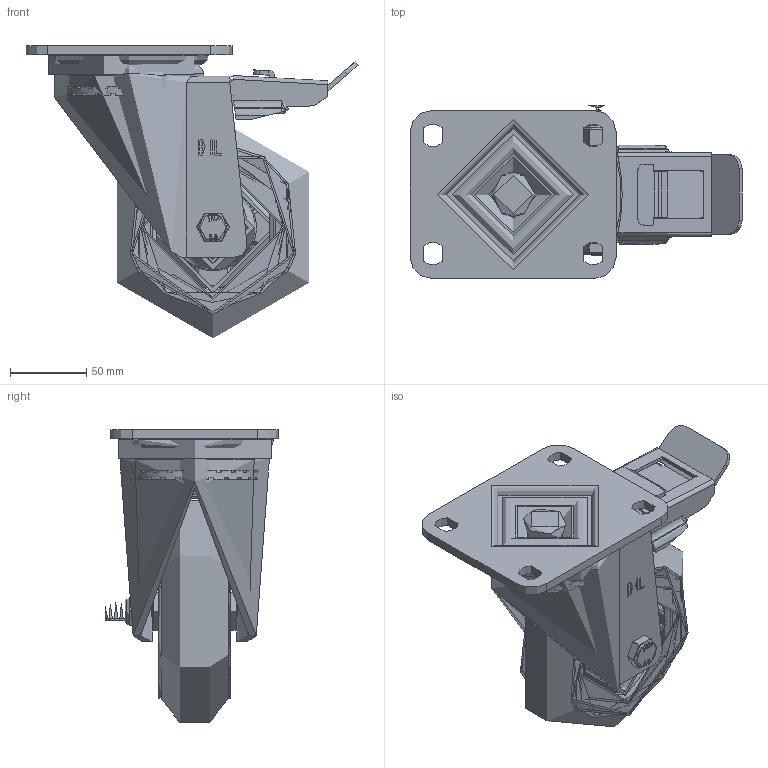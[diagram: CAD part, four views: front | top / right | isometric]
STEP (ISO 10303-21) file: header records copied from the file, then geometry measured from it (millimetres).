
FILE_DESCRIPTION(/* description */ ('','CAx-IF Rec.Pracs.---Representation and Presentation of Product Manufacturing Information (PMI)---4.0---2014-10-13'),/* implementation_level */ '2;1');
FILE_NAME(/* name */ 'BZP150SRERBJSWB.step',/* time_stamp */ '2025-01-06T12:50:12Z',/* author */ (''),/* organization */ (''),/* preprocessor_version */ 'ST-DEVELOPER v20',/* originating_system */ 'Autodesk Translation Framework v13.20.0.188',/* authorisation */ '');
FILE_SCHEMA (('AP242_MANAGED_MODEL_BASED_3D_ENGINEERING_MIM_LF { 1 0 10303 442 1 1 4 }'));
Products named in the file (36): BZP150SRERBJSWB; BZP160ASSWB - 55 v1; ZINC PLATED, PRESSED STEEL TOP PLATE; ZINC PLATED, PRESSED STEEL TOP PLATE Geometry; NUT; BEARING SEAL; ZINC PLATED, PRESSED STEELBRAKE PEDAL; BRAKE PAD; BRAKE PAD Geometry; BRAKE BOLT; ZINC PLATED, PRESSED STEEL FORKS; ZINC PLATED, PRESSED STEEL FORKS Geometry; BRAKE; BZH150WSRERBJM20 v1; 55 SHORE A ELASTIC RUBBER TYRE; ALUMINIUM RIM; BEARING6204; BALL BEARINGS; BEARING6204 (1); BALL BEARINGS (1); Component3; INNER; OUTER; MIDDLE; RUBBER; BEARING SPACER; TH20X5X12 - 2 v1; ZINC PLATED, HEADED SPACER; TH20X5X12 - 2 v1 (1); ZINC PLATED, HEADED SPACER (1); HEXBOLTM12X90Z8.8 v2; GRADE 8.8 ZINC PLATED BOLT; NYLOCM12Z14MM v1; NYLOC NUT; NUT (1); RUBBER (1)
Assembly tree (54 placements, depth 5):
  BZP150SRERBJSWB
    BZP160ASSWB - 55 v1
      ZINC PLATED, PRESSED STEEL TOP PLATE
        ZINC PLATED, PRESSED STEEL TOP PLATE Geometry
        NUT
      BEARING SEAL
      ZINC PLATED, PRESSED STEELBRAKE PEDAL
      BRAKE PAD
        BRAKE PAD Geometry
        BRAKE BOLT
      ZINC PLATED, PRESSED STEEL FORKS
        ZINC PLATED, PRESSED STEEL FORKS Geometry
        BRAKE
    BZH150WSRERBJM20 v1
      55 SHORE A ELASTIC RUBBER TYRE
      ALUMINIUM RIM
      BEARING6204
        INNER
        OUTER
        BALL BEARINGS
          Component3  x8
        MIDDLE
        RUBBER
      BEARING6204 (1)
        BALL BEARINGS (1)
          Component3  x8
        INNER
        OUTER
        MIDDLE
        RUBBER
      BEARING SPACER
    TH20X5X12 - 2 v1
      ZINC PLATED, HEADED SPACER
    TH20X5X12 - 2 v1 (1)
      ZINC PLATED, HEADED SPACER (1)
    HEXBOLTM12X90Z8.8 v2
      GRADE 8.8 ZINC PLATED BOLT
    NYLOCM12Z14MM v1
      NYLOC NUT
        NUT (1)
        RUBBER (1)
Bounding box: 217.5 x 113.5 x 191.7 mm (x, y, z)
Volume: 891847.9 mm3; surface area: 301159.9 mm2
Topology: 42 solids, 42 shells, 1648 faces, 4296 edges, 2815 vertices
Faces by surface type: plane 748, bspline 444, cylinder 314, torus 73, sphere 66, cone 3
Full cylindrical faces by diameter (mm): 5 x2, 9.836 x16, 10 x2, 11.834 x16, 12 x3, 12.2 x2, 12.5 x2, 14 x2, 17.75 x1, 18.5 x1, 19 x2, 19.75 x2, 20 x3, 23 x1, 25 x2, 27 x2, 28.5 x8, 29 x2, 30 x2, 30.8 x4, 31.3 x4, 40.3 x4, 40.5 x4, 40.8 x4, 42 x10, 43 x1, 47 x4, 50 x1, 55 x2, 79 x2
Entity records: 72637 total; most frequent: CARTESIAN_POINT 41443, ORIENTED_EDGE 6648, DIRECTION 5700, EDGE_CURVE 3324, VERTEX_POINT 2177, AXIS2_PLACEMENT_3D 2087, LINE 1526, VECTOR 1526
